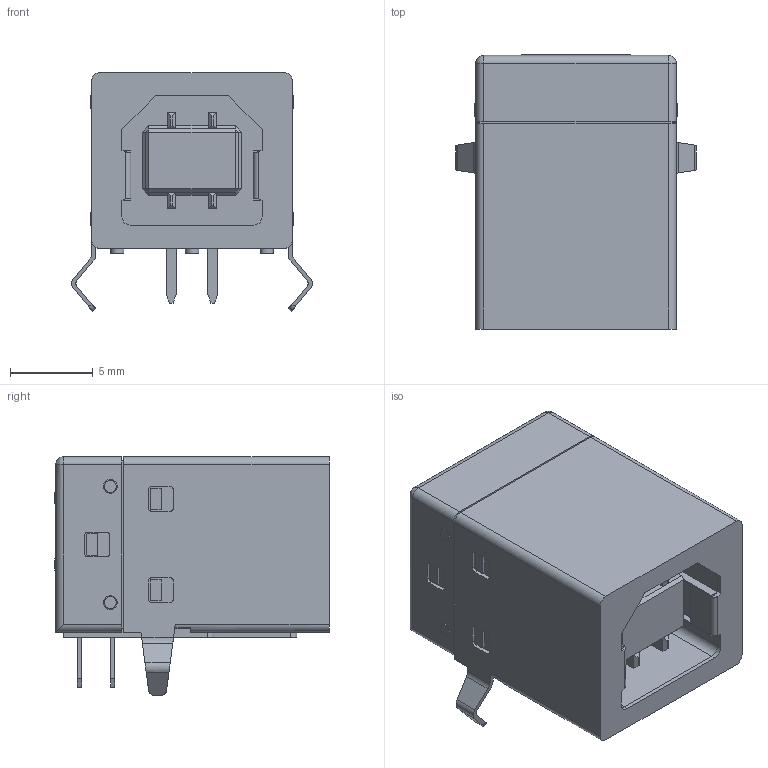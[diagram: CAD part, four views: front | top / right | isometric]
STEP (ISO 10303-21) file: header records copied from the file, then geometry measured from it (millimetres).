
FILE_DESCRIPTION (( 'STEP AP214' ), '1' );
FILE_NAME ('USB-B-TH_USB-B01.step', '2022-07-15T09:05:05', ( '' ), ( '' ), 'SwSTEP 2.0', 'SolidWorks 2020', '' );
FILE_SCHEMA (( 'AUTOMOTIVE_DESIGN' ));
Length unit declared in the file: millimetre
Products named in the file (1): USB-B-TH_USB-B01
Bounding box: 14.5 x 16.55 x 14.4 mm (x, y, z)
Volume: 1720 mm3; surface area: 2913.3 mm2
Topology: 19 solids, 19 shells, 693 faces, 1836 edges, 1206 vertices
Faces by surface type: plane 477, bspline 112, cylinder 90, torus 12, sphere 2
Entity records: 29389 total; most frequent: CARTESIAN_POINT 5946, ORIENTED_EDGE 3668, DIRECTION 2914, EDGE_CURVE 1834, LINE 1390, VECTOR 1390, VERTEX_POINT 1206, AXIS2_PLACEMENT_3D 762
